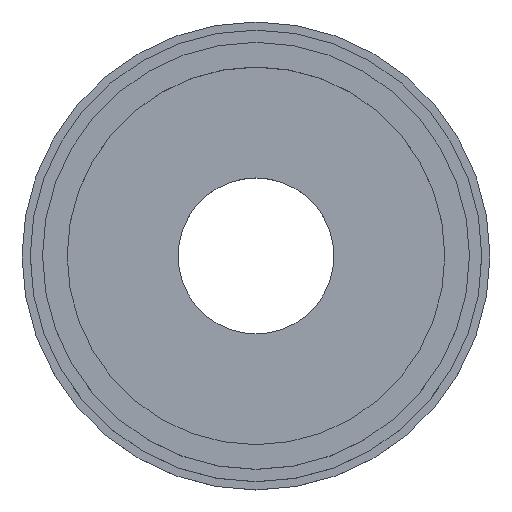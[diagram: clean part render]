
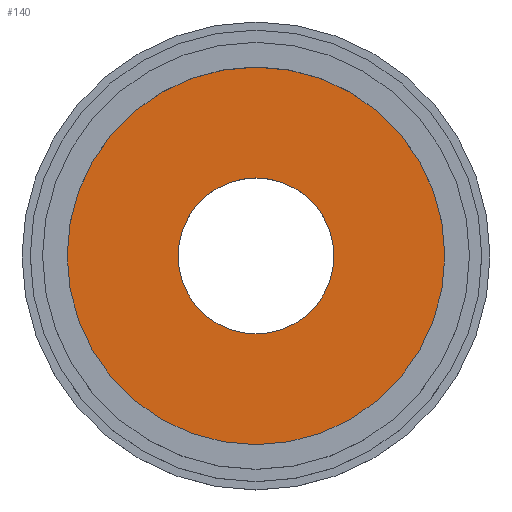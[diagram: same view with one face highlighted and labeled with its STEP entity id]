
A CAD part, top view. The second image highlights one B-rep face of the part: STEP entity #140.
In plain terms, the highlighted planar face has unit normal (0, 0, 1).
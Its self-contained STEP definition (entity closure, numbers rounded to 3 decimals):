
#96 = VERTEX_POINT('',#97);
#97 = CARTESIAN_POINT('',(19.,0.,0.));
#103 = EDGE_CURVE('',#96,#96,#104,.T.);
#104 = CIRCLE('',#105,19.);
#105 = AXIS2_PLACEMENT_3D('',#106,#107,#108);
#106 = CARTESIAN_POINT('',(0.,0.,0.));
#107 = DIRECTION('',(0.,0.,-1.));
#108 = DIRECTION('',(1.,0.,0.));
#140 = ADVANCED_FACE('',(#141,#152),#155,.T.);
#141 = FACE_BOUND('',#142,.T.);
#142 = EDGE_LOOP('',(#143));
#143 = ORIENTED_EDGE('',*,*,#144,.T.);
#144 = EDGE_CURVE('',#145,#145,#147,.T.);
#145 = VERTEX_POINT('',#146);
#146 = CARTESIAN_POINT('',(46.,0.,0.));
#147 = CIRCLE('',#148,46.);
#148 = AXIS2_PLACEMENT_3D('',#149,#150,#151);
#149 = CARTESIAN_POINT('',(0.,0.,0.));
#150 = DIRECTION('',(0.,0.,1.));
#151 = DIRECTION('',(1.,0.,0.));
#152 = FACE_BOUND('',#153,.T.);
#153 = EDGE_LOOP('',(#154));
#154 = ORIENTED_EDGE('',*,*,#103,.T.);
#155 = PLANE('',#156);
#156 = AXIS2_PLACEMENT_3D('',#157,#158,#159);
#157 = CARTESIAN_POINT('',(0.,0.,0.));
#158 = DIRECTION('',(0.,0.,1.));
#159 = DIRECTION('',(1.,0.,0.));
